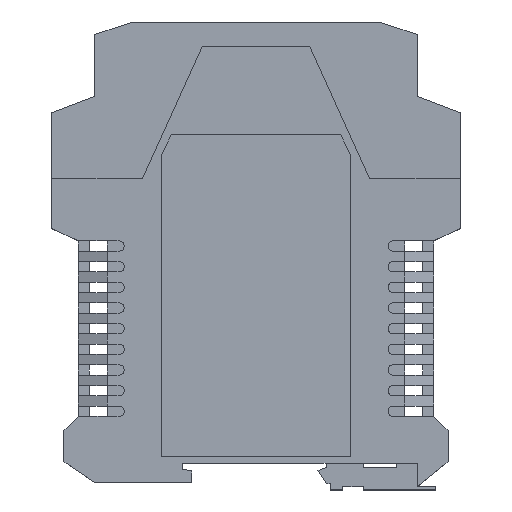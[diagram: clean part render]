
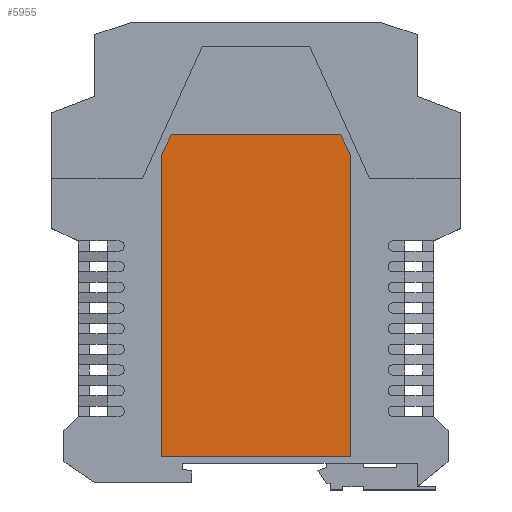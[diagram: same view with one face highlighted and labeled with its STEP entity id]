
A CAD part, top view. The second image highlights one B-rep face of the part: STEP entity #5955.
In plain terms, the highlighted planar face has unit normal (0, 0, 1).
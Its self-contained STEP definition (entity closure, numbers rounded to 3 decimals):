
#622 = CARTESIAN_POINT ( 'NONE',  ( 287.581, 261.152, 12.3 ) ) ;
#1822 = ORIENTED_EDGE ( 'NONE', *, *, #13483, .T. ) ;
#2601 = CARTESIAN_POINT ( 'NONE',  ( 264.581, 261.152, 12.3 ) ) ;
#2833 = CARTESIAN_POINT ( 'NONE',  ( 264.581, 334.152, 12.3 ) ) ;
#3177 = VECTOR ( 'NONE', #4505, 1000. ) ;
#3400 = CARTESIAN_POINT ( 'NONE',  ( 264.581, 334.152, 12.3 ) ) ;
#3938 = VECTOR ( 'NONE', #7655, 1000. ) ;
#4222 = VERTEX_POINT ( 'NONE', #2601 ) ;
#4393 = LINE ( 'NONE', #622, #17259 ) ;
#4505 = DIRECTION ( 'NONE',  ( -0.447, -0.894, 0. ) ) ;
#4708 = EDGE_CURVE ( 'NONE', #11465, #11389, #16224, .T. ) ;
#4821 = CARTESIAN_POINT ( 'NONE',  ( 310.581, 334.152, 12.3 ) ) ;
#4982 = ORIENTED_EDGE ( 'NONE', *, *, #10746, .T. ) ;
#5097 = ORIENTED_EDGE ( 'NONE', *, *, #5585, .T. ) ;
#5445 = CARTESIAN_POINT ( 'NONE',  ( 264.581, 334.152, 12.3 ) ) ;
#5585 = EDGE_CURVE ( 'NONE', #4222, #11465, #4393, .T. ) ;
#5925 = FACE_OUTER_BOUND ( 'NONE', #18203, .T. ) ;
#5955 = ADVANCED_FACE ( 'NONE', ( #5925 ), #15188, .T. ) ;
#5967 = VECTOR ( 'NONE', #18018, 1000. ) ;
#6264 = CARTESIAN_POINT ( 'NONE',  ( 267.081, 339.152, 12.3 ) ) ;
#7655 = DIRECTION ( 'NONE',  ( -0.447, 0.894, 0. ) ) ;
#7913 = ORIENTED_EDGE ( 'NONE', *, *, #4708, .T. ) ;
#8670 = VERTEX_POINT ( 'NONE', #18743 ) ;
#8993 = ORIENTED_EDGE ( 'NONE', *, *, #13720, .T. ) ;
#9142 = AXIS2_PLACEMENT_3D ( 'NONE', #21604, #20002, #16564 ) ;
#10746 = EDGE_CURVE ( 'NONE', #14286, #4222, #12473, .T. ) ;
#11389 = VERTEX_POINT ( 'NONE', #13848 ) ;
#11465 = VERTEX_POINT ( 'NONE', #18001 ) ;
#12426 = EDGE_CURVE ( 'NONE', #8670, #21386, #16584, .T. ) ;
#12473 = LINE ( 'NONE', #3400, #20058 ) ;
#13422 = LINE ( 'NONE', #2833, #3177 ) ;
#13483 = EDGE_CURVE ( 'NONE', #11389, #8670, #13692, .T. ) ;
#13692 = LINE ( 'NONE', #14367, #3938 ) ;
#13720 = EDGE_CURVE ( 'NONE', #21386, #14286, #13422, .T. ) ;
#13848 = CARTESIAN_POINT ( 'NONE',  ( 310.581, 334.152, 12.3 ) ) ;
#14286 = VERTEX_POINT ( 'NONE', #5445 ) ;
#14367 = CARTESIAN_POINT ( 'NONE',  ( 310.581, 334.152, 12.3 ) ) ;
#15044 = ORIENTED_EDGE ( 'NONE', *, *, #12426, .T. ) ;
#15146 = DIRECTION ( 'NONE',  ( 0., -1., 0. ) ) ;
#15188 = PLANE ( 'NONE',  #9142 ) ;
#16224 = LINE ( 'NONE', #4821, #5967 ) ;
#16564 = DIRECTION ( 'NONE',  ( 1., 0., 0. ) ) ;
#16584 = LINE ( 'NONE', #21093, #17119 ) ;
#17119 = VECTOR ( 'NONE', #19646, 1000. ) ;
#17259 = VECTOR ( 'NONE', #21079, 1000. ) ;
#18001 = CARTESIAN_POINT ( 'NONE',  ( 310.581, 261.152, 12.3 ) ) ;
#18018 = DIRECTION ( 'NONE',  ( 0., 1., 0. ) ) ;
#18203 = EDGE_LOOP ( 'NONE', ( #15044, #8993, #4982, #5097, #7913, #1822 ) ) ;
#18743 = CARTESIAN_POINT ( 'NONE',  ( 308.081, 339.152, 12.3 ) ) ;
#19646 = DIRECTION ( 'NONE',  ( -1., 0., 0. ) ) ;
#20002 = DIRECTION ( 'NONE',  ( 0., 0., 1. ) ) ;
#20058 = VECTOR ( 'NONE', #15146, 1000. ) ;
#21079 = DIRECTION ( 'NONE',  ( 1., 0., 0. ) ) ;
#21093 = CARTESIAN_POINT ( 'NONE',  ( 287.581, 339.152, 12.3 ) ) ;
#21386 = VERTEX_POINT ( 'NONE', #6264 ) ;
#21604 = CARTESIAN_POINT ( 'NONE',  ( 0., 0., 12.3 ) ) ;
